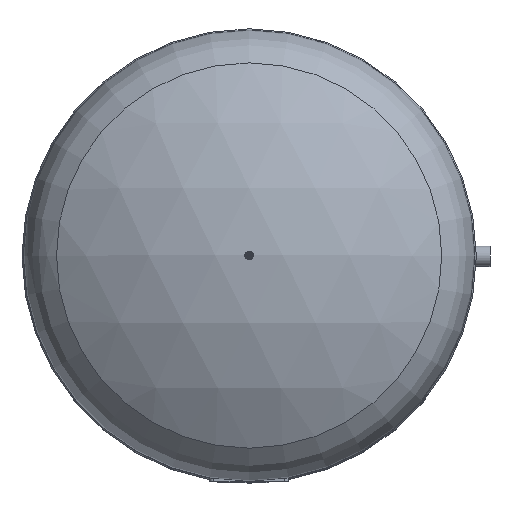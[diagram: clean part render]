
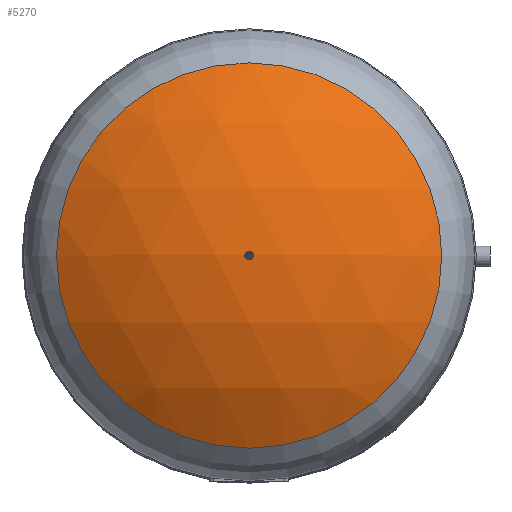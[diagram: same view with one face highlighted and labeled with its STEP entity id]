
A CAD part, top view. The second image highlights one B-rep face of the part: STEP entity #5270.
In plain terms, the highlighted spherical face has radius 594 mm.
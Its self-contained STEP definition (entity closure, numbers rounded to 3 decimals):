
#64=SPHERICAL_SURFACE('',#5838,594.);
#530=FACE_OUTER_BOUND('',#896,.T.);
#896=EDGE_LOOP('',(#4543));
#2076=CIRCLE('',#5839,315.931);
#2555=VERTEX_POINT('',#8989);
#3232=EDGE_CURVE('',#2555,#2555,#2076,.T.);
#4543=ORIENTED_EDGE('',*,*,#3232,.T.);
#5270=ADVANCED_FACE('',(#530),#64,.T.);
#5838=AXIS2_PLACEMENT_3D('',#8988,#7289,#7290);
#5839=AXIS2_PLACEMENT_3D('',#8990,#7291,#7292);
#7289=DIRECTION('center_axis',(0.,-1.,0.));
#7290=DIRECTION('ref_axis',(1.,0.,0.));
#7291=DIRECTION('center_axis',(0.,0.,1.));
#7292=DIRECTION('ref_axis',(-1.,0.,0.));
#8988=CARTESIAN_POINT('Origin',(0.,0.,479.));
#8989=CARTESIAN_POINT('',(-315.931,0.,982.014));
#8990=CARTESIAN_POINT('Origin',(0.,0.,982.014));
